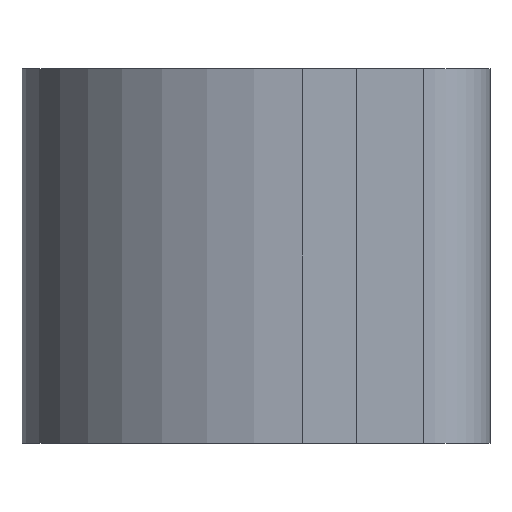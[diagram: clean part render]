
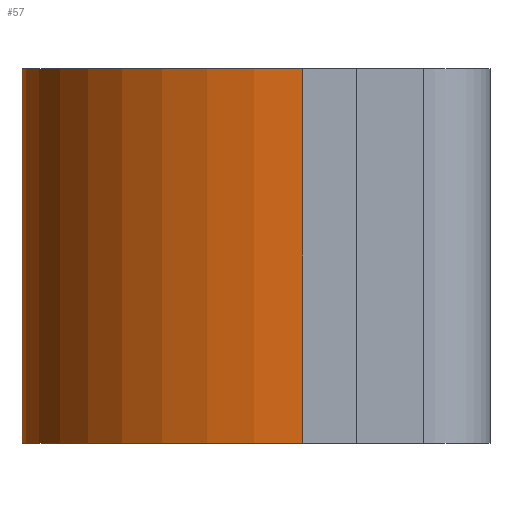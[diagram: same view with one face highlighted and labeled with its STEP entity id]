
A CAD part, left-side view. The second image highlights one B-rep face of the part: STEP entity #57.
In plain terms, the highlighted cylindrical face has radius 10.5 mm (diameter 21 mm), a partial arc.
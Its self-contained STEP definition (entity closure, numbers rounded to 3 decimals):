
#39 = CARTESIAN_POINT ( 'NONE',  ( -14.5, 7., 7. ) ) ;
#55 = AXIS2_PLACEMENT_3D ( 'NONE', #549, #452, #101 ) ;
#57 = ADVANCED_FACE ( 'NONE', ( #298 ), #274, .T. ) ;
#60 = AXIS2_PLACEMENT_3D ( 'NONE', #330, #431, #502 ) ;
#74 = ORIENTED_EDGE ( 'NONE', *, *, #137, .T. ) ;
#78 = AXIS2_PLACEMENT_3D ( 'NONE', #492, #314, #279 ) ;
#92 = VECTOR ( 'NONE', #185, 1000. ) ;
#97 = EDGE_CURVE ( 'NONE', #553, #167, #238, .T. ) ;
#101 = DIRECTION ( 'NONE',  ( 1., 0., 0. ) ) ;
#115 = EDGE_CURVE ( 'NONE', #138, #507, #195, .T. ) ;
#116 = LINE ( 'NONE', #224, #92 ) ;
#137 = EDGE_CURVE ( 'NONE', #553, #138, #116, .T. ) ;
#138 = VERTEX_POINT ( 'NONE', #189 ) ;
#167 = VERTEX_POINT ( 'NONE', #456 ) ;
#185 = DIRECTION ( 'NONE',  ( 0., 0., -1. ) ) ;
#189 = CARTESIAN_POINT ( 'NONE',  ( -14.5, 7., -7. ) ) ;
#195 = CIRCLE ( 'NONE', #55, 10.5 ) ;
#204 = CARTESIAN_POINT ( 'NONE',  ( -35.5, 7., -7. ) ) ;
#209 = EDGE_LOOP ( 'NONE', ( #356, #489, #454, #74 ) ) ;
#224 = CARTESIAN_POINT ( 'NONE',  ( -14.5, 7., 7. ) ) ;
#225 = DIRECTION ( 'NONE',  ( 0., 0., -1. ) ) ;
#238 = CIRCLE ( 'NONE', #60, 10.5 ) ;
#271 = VECTOR ( 'NONE', #225, 1000. ) ;
#274 = CYLINDRICAL_SURFACE ( 'NONE', #78, 10.5 ) ;
#279 = DIRECTION ( 'NONE',  ( -1., 0., 0. ) ) ;
#290 = CARTESIAN_POINT ( 'NONE',  ( -35.5, 7., 7. ) ) ;
#295 = LINE ( 'NONE', #290, #271 ) ;
#298 = FACE_OUTER_BOUND ( 'NONE', #209, .T. ) ;
#314 = DIRECTION ( 'NONE',  ( 0., 0., -1. ) ) ;
#330 = CARTESIAN_POINT ( 'NONE',  ( -25., 7., 7. ) ) ;
#356 = ORIENTED_EDGE ( 'NONE', *, *, #115, .T. ) ;
#431 = DIRECTION ( 'NONE',  ( 0., 0., 1. ) ) ;
#445 = EDGE_CURVE ( 'NONE', #167, #507, #295, .T. ) ;
#452 = DIRECTION ( 'NONE',  ( 0., 0., 1. ) ) ;
#454 = ORIENTED_EDGE ( 'NONE', *, *, #97, .F. ) ;
#456 = CARTESIAN_POINT ( 'NONE',  ( -35.5, 7., 7. ) ) ;
#489 = ORIENTED_EDGE ( 'NONE', *, *, #445, .F. ) ;
#492 = CARTESIAN_POINT ( 'NONE',  ( -25., 7., 7. ) ) ;
#502 = DIRECTION ( 'NONE',  ( 1., 0., 0. ) ) ;
#507 = VERTEX_POINT ( 'NONE', #204 ) ;
#549 = CARTESIAN_POINT ( 'NONE',  ( -25., 7., -7. ) ) ;
#553 = VERTEX_POINT ( 'NONE', #39 ) ;
